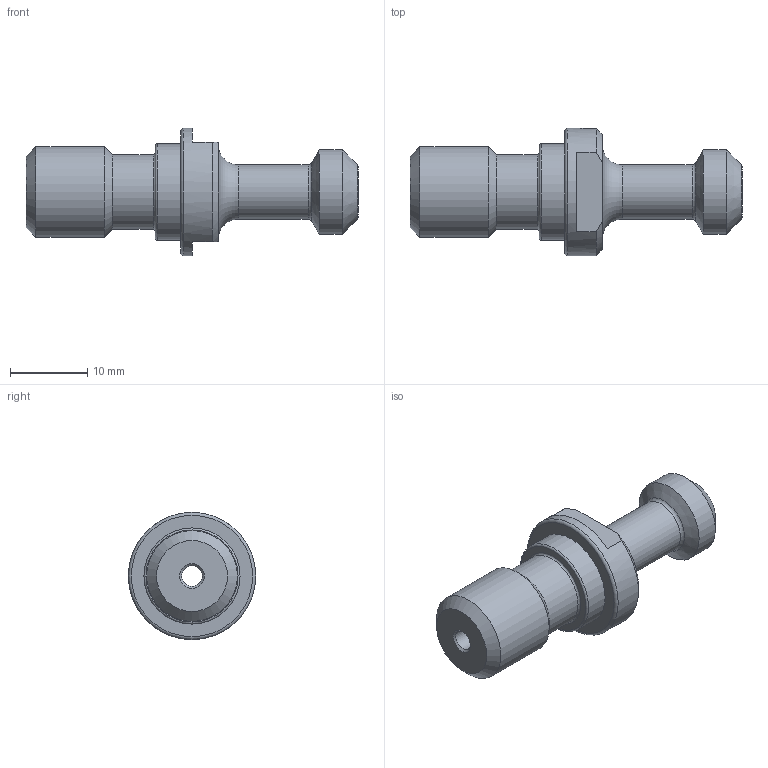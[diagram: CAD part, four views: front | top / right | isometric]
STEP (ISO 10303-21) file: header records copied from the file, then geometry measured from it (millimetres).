
FILE_DESCRIPTION(/* description */ (''),/* implementation_level */ '2;1');
FILE_NAME(/* name */ 'PS-31109A-C-HS.step',/* time_stamp */ '2025-09-05T10:07:06-05:00',/* author */ (''),/* organization */ (''),/* preprocessor_version */ 'ST-DEVELOPER v20.1',/* originating_system */ 'Autodesk Translation Framework v14.10.0.0',/* authorisation */ '');
FILE_SCHEMA (('AUTOMOTIVE_DESIGN { 1 0 10303 214 3 1 1 }'));
Length unit declared in the file: inch
Products named in the file (1): PS-31109A-C-HS
Bounding box: 43 x 16.48 x 16.48 mm (x, y, z)
Volume: 3662 mm3; surface area: 2202.6 mm2
Topology: 1 solids, 1 shells, 30 faces, 69 edges, 44 vertices
Faces by surface type: plane 9, cone 9, cylinder 7, torus 5
Full cylindrical faces by diameter (mm): 2.667 x1, 7.01 x1, 9.652 x1, 10.973 x1, 11.76 x1, 12.446 x1, 16.485 x1
Entity records: 910 total; most frequent: DIRECTION 170, CARTESIAN_POINT 152, ORIENTED_EDGE 138, AXIS2_PLACEMENT_3D 74, EDGE_CURVE 69, VERTEX_POINT 44, CIRCLE 43, EDGE_LOOP 35
